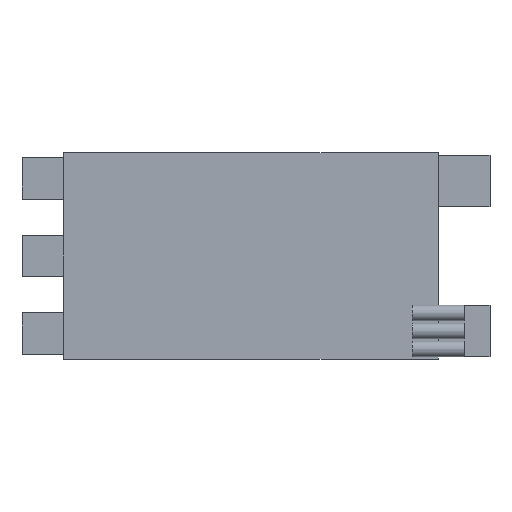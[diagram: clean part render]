
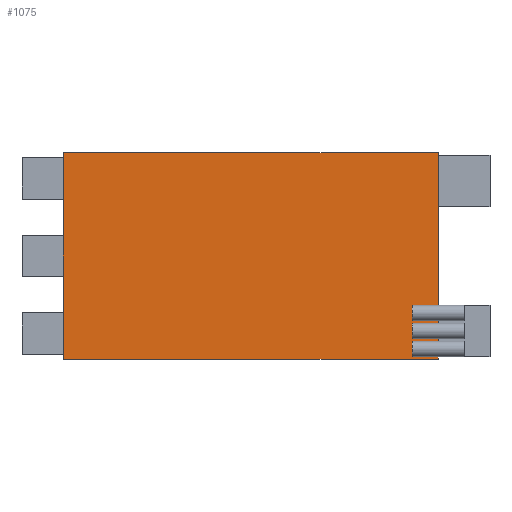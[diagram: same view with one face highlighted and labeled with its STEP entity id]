
A CAD part, front view. The second image highlights one B-rep face of the part: STEP entity #1075.
In plain terms, the highlighted planar face has unit normal (0, -1, 0).
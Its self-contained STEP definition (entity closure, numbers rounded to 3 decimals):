
#46 = LINE ( 'NONE', #956, #2930 ) ;
#59 = CARTESIAN_POINT ( 'NONE',  ( 14.5, -0.7, -5.2 ) ) ;
#90 = DIRECTION ( 'NONE',  ( 0., 0., 1. ) ) ;
#158 = VECTOR ( 'NONE', #1995, 1000. ) ;
#164 = VECTOR ( 'NONE', #1071, 1000. ) ;
#168 = VECTOR ( 'NONE', #479, 1000. ) ;
#182 = CARTESIAN_POINT ( 'NONE',  ( 0., -0.7, -7.8 ) ) ;
#281 = VECTOR ( 'NONE', #759, 1000. ) ;
#395 = PLANE ( 'NONE',  #2319 ) ;
#398 = ORIENTED_EDGE ( 'NONE', *, *, #2016, .F. ) ;
#422 = CARTESIAN_POINT ( 'NONE',  ( -14.5, -0.7, 8. ) ) ;
#442 = LINE ( 'NONE', #1378, #168 ) ;
#479 = DIRECTION ( 'NONE',  ( 0., 0., -1. ) ) ;
#495 = ORIENTED_EDGE ( 'NONE', *, *, #937, .F. ) ;
#564 = CARTESIAN_POINT ( 'NONE',  ( 0., -0.7, -6.6 ) ) ;
#573 = VERTEX_POINT ( 'NONE', #1296 ) ;
#593 = EDGE_CURVE ( 'NONE', #2240, #1229, #46, .T. ) ;
#600 = CARTESIAN_POINT ( 'NONE',  ( -14.5, -0.7, -8. ) ) ;
#714 = LINE ( 'NONE', #182, #3275 ) ;
#724 = VERTEX_POINT ( 'NONE', #1338 ) ;
#752 = LINE ( 'NONE', #3217, #2710 ) ;
#757 = LINE ( 'NONE', #2830, #3101 ) ;
#759 = DIRECTION ( 'NONE',  ( 0., 0., 1. ) ) ;
#768 = CARTESIAN_POINT ( 'NONE',  ( 0., -0.7, -5.2 ) ) ;
#769 = LINE ( 'NONE', #3216, #164 ) ;
#773 = LINE ( 'NONE', #2001, #2457 ) ;
#778 = EDGE_CURVE ( 'NONE', #1137, #3130, #714, .T. ) ;
#805 = VERTEX_POINT ( 'NONE', #2846 ) ;
#806 = EDGE_CURVE ( 'NONE', #3911, #573, #752, .T. ) ;
#836 = CARTESIAN_POINT ( 'NONE',  ( 14.5, -0.7, -3.8 ) ) ;
#844 = VECTOR ( 'NONE', #2658, 1000. ) ;
#868 = ORIENTED_EDGE ( 'NONE', *, *, #3142, .F. ) ;
#917 = VECTOR ( 'NONE', #2206, 1000. ) ;
#937 = EDGE_CURVE ( 'NONE', #724, #3911, #2334, .T. ) ;
#949 = DIRECTION ( 'NONE',  ( 0., 0., 1. ) ) ;
#956 = CARTESIAN_POINT ( 'NONE',  ( 0., -0.7, -5. ) ) ;
#960 = EDGE_CURVE ( 'NONE', #2375, #3940, #1432, .T. ) ;
#1007 = CARTESIAN_POINT ( 'NONE',  ( 0., -0.7, 0. ) ) ;
#1022 = CARTESIAN_POINT ( 'NONE',  ( -14.5, -0.7, -8. ) ) ;
#1071 = DIRECTION ( 'NONE',  ( 1., 0., 0. ) ) ;
#1075 = ADVANCED_FACE ( 'NONE', ( #3094 ), #395, .F. ) ;
#1079 = DIRECTION ( 'NONE',  ( 0., 1., 0. ) ) ;
#1082 = ORIENTED_EDGE ( 'NONE', *, *, #1443, .T. ) ;
#1086 = VERTEX_POINT ( 'NONE', #59 ) ;
#1103 = EDGE_CURVE ( 'NONE', #724, #805, #3724, .T. ) ;
#1137 = VERTEX_POINT ( 'NONE', #1816 ) ;
#1229 = VERTEX_POINT ( 'NONE', #2864 ) ;
#1296 = CARTESIAN_POINT ( 'NONE',  ( 14.5, -0.7, -6.6 ) ) ;
#1311 = VECTOR ( 'NONE', #3296, 1000. ) ;
#1338 = CARTESIAN_POINT ( 'NONE',  ( 12.5, -0.7, -6.4 ) ) ;
#1378 = CARTESIAN_POINT ( 'NONE',  ( 14.5, -0.7, -8. ) ) ;
#1432 = LINE ( 'NONE', #2976, #844 ) ;
#1443 = EDGE_CURVE ( 'NONE', #805, #1086, #3235, .T. ) ;
#1604 = CARTESIAN_POINT ( 'NONE',  ( 12.5, -0.7, -11.6 ) ) ;
#1731 = ORIENTED_EDGE ( 'NONE', *, *, #1741, .F. ) ;
#1738 = ORIENTED_EDGE ( 'NONE', *, *, #2350, .T. ) ;
#1741 = EDGE_CURVE ( 'NONE', #1229, #1086, #2192, .T. ) ;
#1757 = CARTESIAN_POINT ( 'NONE',  ( 14.5, -0.7, -6.4 ) ) ;
#1780 = CARTESIAN_POINT ( 'NONE',  ( 12.5, -0.7, -6.6 ) ) ;
#1795 = CARTESIAN_POINT ( 'NONE',  ( 14.5, -0.7, 8. ) ) ;
#1816 = CARTESIAN_POINT ( 'NONE',  ( 12.5, -0.7, -7.8 ) ) ;
#1850 = VERTEX_POINT ( 'NONE', #2495 ) ;
#1914 = DIRECTION ( 'NONE',  ( 0., 0., -1. ) ) ;
#1923 = DIRECTION ( 'NONE',  ( 1., 0., 0. ) ) ;
#1995 = DIRECTION ( 'NONE',  ( 1., 0., 0. ) ) ;
#2001 = CARTESIAN_POINT ( 'NONE',  ( 14.5, -0.7, -8. ) ) ;
#2016 = EDGE_CURVE ( 'NONE', #2366, #1850, #3720, .T. ) ;
#2036 = ORIENTED_EDGE ( 'NONE', *, *, #778, .F. ) ;
#2175 = ORIENTED_EDGE ( 'NONE', *, *, #3601, .T. ) ;
#2189 = ORIENTED_EDGE ( 'NONE', *, *, #593, .F. ) ;
#2192 = LINE ( 'NONE', #3416, #2460 ) ;
#2206 = DIRECTION ( 'NONE',  ( -1., 0., 0. ) ) ;
#2234 = ORIENTED_EDGE ( 'NONE', *, *, #1103, .T. ) ;
#2240 = VERTEX_POINT ( 'NONE', #3319 ) ;
#2241 = LINE ( 'NONE', #1604, #3615 ) ;
#2293 = ORIENTED_EDGE ( 'NONE', *, *, #806, .F. ) ;
#2297 = DIRECTION ( 'NONE',  ( 1., 0., 0. ) ) ;
#2313 = DIRECTION ( 'NONE',  ( 1., 0., 0. ) ) ;
#2319 = AXIS2_PLACEMENT_3D ( 'NONE', #1007, #1079, #949 ) ;
#2334 = LINE ( 'NONE', #2621, #158 ) ;
#2350 = EDGE_CURVE ( 'NONE', #3412, #3635, #769, .T. ) ;
#2366 = VERTEX_POINT ( 'NONE', #3827 ) ;
#2375 = VERTEX_POINT ( 'NONE', #422 ) ;
#2378 = LINE ( 'NONE', #600, #1311 ) ;
#2424 = EDGE_CURVE ( 'NONE', #3940, #3635, #442, .T. ) ;
#2457 = VECTOR ( 'NONE', #3220, 1000. ) ;
#2460 = VECTOR ( 'NONE', #1914, 1000. ) ;
#2495 = CARTESIAN_POINT ( 'NONE',  ( -14.5, -0.7, -8. ) ) ;
#2547 = DIRECTION ( 'NONE',  ( 0., 0., 1. ) ) ;
#2621 = CARTESIAN_POINT ( 'NONE',  ( 0., -0.7, -6.4 ) ) ;
#2635 = DIRECTION ( 'NONE',  ( 1., 0., 0. ) ) ;
#2638 = ORIENTED_EDGE ( 'NONE', *, *, #3277, .T. ) ;
#2658 = DIRECTION ( 'NONE',  ( 1., 0., 0. ) ) ;
#2710 = VECTOR ( 'NONE', #3523, 1000. ) ;
#2730 = ORIENTED_EDGE ( 'NONE', *, *, #2745, .T. ) ;
#2745 = EDGE_CURVE ( 'NONE', #1137, #3767, #757, .T. ) ;
#2830 = CARTESIAN_POINT ( 'NONE',  ( 12.5, -0.7, -14.4 ) ) ;
#2846 = CARTESIAN_POINT ( 'NONE',  ( 12.5, -0.7, -5.2 ) ) ;
#2864 = CARTESIAN_POINT ( 'NONE',  ( 14.5, -0.7, -5. ) ) ;
#2930 = VECTOR ( 'NONE', #1923, 1000. ) ;
#2971 = LINE ( 'NONE', #564, #3807 ) ;
#2976 = CARTESIAN_POINT ( 'NONE',  ( -14.5, -0.7, 8. ) ) ;
#3094 = FACE_OUTER_BOUND ( 'NONE', #3602, .T. ) ;
#3101 = VECTOR ( 'NONE', #90, 1000. ) ;
#3130 = VERTEX_POINT ( 'NONE', #3907 ) ;
#3142 = EDGE_CURVE ( 'NONE', #1850, #2375, #2378, .T. ) ;
#3216 = CARTESIAN_POINT ( 'NONE',  ( 0., -0.7, -3.8 ) ) ;
#3217 = CARTESIAN_POINT ( 'NONE',  ( 14.5, -0.7, -8. ) ) ;
#3220 = DIRECTION ( 'NONE',  ( 0., 0., -1. ) ) ;
#3235 = LINE ( 'NONE', #768, #3671 ) ;
#3275 = VECTOR ( 'NONE', #2297, 1000. ) ;
#3277 = EDGE_CURVE ( 'NONE', #2240, #3412, #2241, .T. ) ;
#3296 = DIRECTION ( 'NONE',  ( 0., 0., 1. ) ) ;
#3319 = CARTESIAN_POINT ( 'NONE',  ( 12.5, -0.7, -5. ) ) ;
#3378 = ORIENTED_EDGE ( 'NONE', *, *, #2424, .F. ) ;
#3412 = VERTEX_POINT ( 'NONE', #3640 ) ;
#3416 = CARTESIAN_POINT ( 'NONE',  ( 14.5, -0.7, -8. ) ) ;
#3439 = ORIENTED_EDGE ( 'NONE', *, *, #3899, .F. ) ;
#3523 = DIRECTION ( 'NONE',  ( 0., 0., -1. ) ) ;
#3601 = EDGE_CURVE ( 'NONE', #3767, #573, #2971, .T. ) ;
#3602 = EDGE_LOOP ( 'NONE', ( #1731, #2189, #2638, #1738, #3378, #3658, #868, #398, #3439, #2036, #2730, #2175, #2293, #495, #2234, #1082 ) ) ;
#3615 = VECTOR ( 'NONE', #2547, 1000. ) ;
#3635 = VERTEX_POINT ( 'NONE', #836 ) ;
#3640 = CARTESIAN_POINT ( 'NONE',  ( 12.5, -0.7, -3.8 ) ) ;
#3658 = ORIENTED_EDGE ( 'NONE', *, *, #960, .F. ) ;
#3671 = VECTOR ( 'NONE', #2313, 1000. ) ;
#3720 = LINE ( 'NONE', #1022, #917 ) ;
#3724 = LINE ( 'NONE', #3763, #281 ) ;
#3763 = CARTESIAN_POINT ( 'NONE',  ( 12.5, -0.7, -13. ) ) ;
#3767 = VERTEX_POINT ( 'NONE', #1780 ) ;
#3807 = VECTOR ( 'NONE', #2635, 1000. ) ;
#3827 = CARTESIAN_POINT ( 'NONE',  ( 14.5, -0.7, -8. ) ) ;
#3899 = EDGE_CURVE ( 'NONE', #3130, #2366, #773, .T. ) ;
#3907 = CARTESIAN_POINT ( 'NONE',  ( 14.5, -0.7, -7.8 ) ) ;
#3911 = VERTEX_POINT ( 'NONE', #1757 ) ;
#3940 = VERTEX_POINT ( 'NONE', #1795 ) ;
